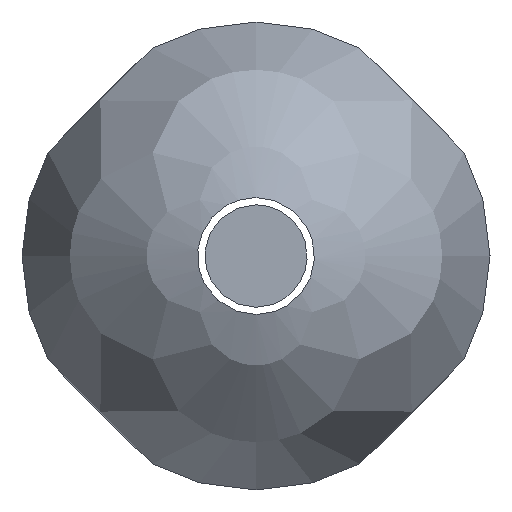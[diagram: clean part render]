
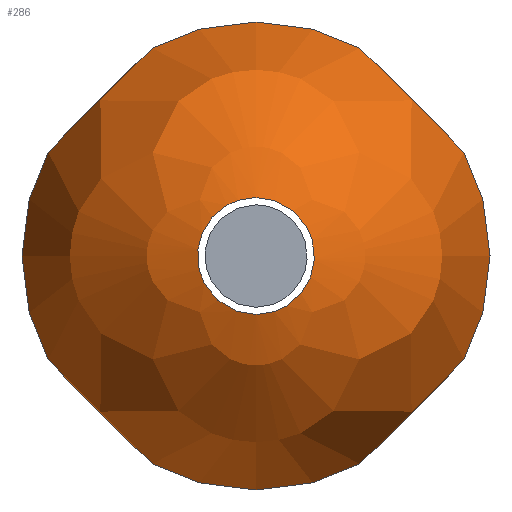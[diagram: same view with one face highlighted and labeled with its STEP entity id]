
A CAD part, left-side view. The second image highlights one B-rep face of the part: STEP entity #286.
In plain terms, the highlighted free-form (B-spline) face has degree [2, 2] with [6, 6] control points.
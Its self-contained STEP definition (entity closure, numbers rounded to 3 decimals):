
#66=CARTESIAN_POINT('',(1.549,0.397,0.047));
#67=VERTEX_POINT('',#66);
#68=CARTESIAN_POINT('',(1.549,0.0,-0.4));
#69=VERTEX_POINT('',#68);
#70=CARTESIAN_POINT('',(1.549,0.397,0.047));
#71=CARTESIAN_POINT('',(1.549,0.4,0.024));
#72=CARTESIAN_POINT('',(1.549,0.4,0.0));
#73=CARTESIAN_POINT('',(1.549,0.4,-0.4));
#74=CARTESIAN_POINT('',(1.549,0.0,-0.4));
#82=(BOUNDED_CURVE()B_SPLINE_CURVE(2,(#70,#71,#72,#73,#74),.UNSPECIFIED.,.F.,.U.)B_SPLINE_CURVE_WITH_KNOTS((3,2,3),(0.23,0.25,0.5),.UNSPECIFIED.)CURVE()GEOMETRIC_REPRESENTATION_ITEM()RATIONAL_B_SPLINE_CURVE((0.956,0.976,1.0,0.707,1.0))REPRESENTATION_ITEM(''));
#83=EDGE_CURVE('',#67,#69,#82,.T.);
#85=CARTESIAN_POINT('',(-1.549,0.397,0.047));
#86=VERTEX_POINT('',#85);
#92=CARTESIAN_POINT('',(-1.549,0.0,-0.4));
#93=VERTEX_POINT('',#92);
#94=CARTESIAN_POINT('',(-1.549,0.397,0.047));
#95=CARTESIAN_POINT('',(-1.549,0.4,0.024));
#96=CARTESIAN_POINT('',(-1.549,0.4,0.0));
#97=CARTESIAN_POINT('',(-1.549,0.4,-0.4));
#98=CARTESIAN_POINT('',(-1.549,0.0,-0.4));
#106=(BOUNDED_CURVE()B_SPLINE_CURVE(2,(#94,#95,#96,#97,#98),.UNSPECIFIED.,.F.,.U.)B_SPLINE_CURVE_WITH_KNOTS((3,2,3),(0.23,0.25,0.5),.UNSPECIFIED.)CURVE()GEOMETRIC_REPRESENTATION_ITEM()RATIONAL_B_SPLINE_CURVE((0.956,0.976,1.0,0.707,1.0))REPRESENTATION_ITEM(''));
#107=EDGE_CURVE('',#86,#93,#106,.T.);
#109=CARTESIAN_POINT('',(-1.549,-0.399,-0.024));
#110=VERTEX_POINT('',#109);
#111=CARTESIAN_POINT('',(-1.549,0.0,-0.4));
#112=CARTESIAN_POINT('',(-1.549,-0.376,-0.4));
#113=CARTESIAN_POINT('',(-1.549,-0.399,-0.024));
#121=(BOUNDED_CURVE()B_SPLINE_CURVE(2,(#111,#112,#113),.UNSPECIFIED.,.F.,.U.)B_SPLINE_CURVE_WITH_KNOTS((3,3),(0.5,0.739),.UNSPECIFIED.)CURVE()GEOMETRIC_REPRESENTATION_ITEM()RATIONAL_B_SPLINE_CURVE((1.0,0.72,0.976))REPRESENTATION_ITEM(''));
#122=EDGE_CURVE('',#93,#110,#121,.T.);
#124=CARTESIAN_POINT('',(1.549,-0.399,-0.024));
#125=VERTEX_POINT('',#124);
#131=CARTESIAN_POINT('',(1.549,0.0,-0.4));
#132=CARTESIAN_POINT('',(1.549,-0.376,-0.4));
#133=CARTESIAN_POINT('',(1.549,-0.399,-0.024));
#141=(BOUNDED_CURVE()B_SPLINE_CURVE(2,(#131,#132,#133),.UNSPECIFIED.,.F.,.U.)B_SPLINE_CURVE_WITH_KNOTS((3,3),(0.5,0.739),.UNSPECIFIED.)CURVE()GEOMETRIC_REPRESENTATION_ITEM()RATIONAL_B_SPLINE_CURVE((1.0,0.72,0.976))REPRESENTATION_ITEM(''));
#142=EDGE_CURVE('',#69,#125,#141,.T.);
#165=CARTESIAN_POINT('',(1.549,0.0,0.4));
#166=VERTEX_POINT('',#165);
#167=CARTESIAN_POINT('',(1.549,0.0,0.4));
#168=CARTESIAN_POINT('',(1.549,0.355,0.4));
#169=CARTESIAN_POINT('',(1.549,0.397,0.047));
#177=(BOUNDED_CURVE()B_SPLINE_CURVE(2,(#167,#168,#169),.UNSPECIFIED.,.F.,.U.)B_SPLINE_CURVE_WITH_KNOTS((3,3),(0.0,0.23),.UNSPECIFIED.)CURVE()GEOMETRIC_REPRESENTATION_ITEM()RATIONAL_B_SPLINE_CURVE((1.0,0.731,0.956))REPRESENTATION_ITEM(''));
#178=EDGE_CURVE('',#166,#67,#177,.T.);
#180=CARTESIAN_POINT('',(1.549,-0.399,-0.024));
#181=CARTESIAN_POINT('',(1.549,-0.4,-0.012));
#182=CARTESIAN_POINT('',(1.549,-0.4,0.0));
#183=CARTESIAN_POINT('',(1.549,-0.4,0.4));
#184=CARTESIAN_POINT('',(1.549,0.0,0.4));
#192=(BOUNDED_CURVE()B_SPLINE_CURVE(2,(#180,#181,#182,#183,#184),.UNSPECIFIED.,.F.,.U.)B_SPLINE_CURVE_WITH_KNOTS((3,2,3),(0.739,0.75,1.0),.UNSPECIFIED.)CURVE()GEOMETRIC_REPRESENTATION_ITEM()RATIONAL_B_SPLINE_CURVE((0.976,0.988,1.0,0.707,1.0))REPRESENTATION_ITEM(''));
#193=EDGE_CURVE('',#125,#166,#192,.T.);
#196=CARTESIAN_POINT('',(-1.549,0.0,0.4));
#197=VERTEX_POINT('',#196);
#198=CARTESIAN_POINT('',(-1.549,-0.399,-0.024));
#199=CARTESIAN_POINT('',(-1.549,-0.4,-0.012));
#200=CARTESIAN_POINT('',(-1.549,-0.4,0.0));
#201=CARTESIAN_POINT('',(-1.549,-0.4,0.4));
#202=CARTESIAN_POINT('',(-1.549,0.0,0.4));
#210=(BOUNDED_CURVE()B_SPLINE_CURVE(2,(#198,#199,#200,#201,#202),.UNSPECIFIED.,.F.,.U.)B_SPLINE_CURVE_WITH_KNOTS((3,2,3),(0.739,0.75,1.0),.UNSPECIFIED.)CURVE()GEOMETRIC_REPRESENTATION_ITEM()RATIONAL_B_SPLINE_CURVE((0.976,0.988,1.0,0.707,1.0))REPRESENTATION_ITEM(''));
#211=EDGE_CURVE('',#110,#197,#210,.T.);
#213=CARTESIAN_POINT('',(-1.549,0.0,0.4));
#214=CARTESIAN_POINT('',(-1.549,0.355,0.4));
#215=CARTESIAN_POINT('',(-1.549,0.397,0.047));
#223=(BOUNDED_CURVE()B_SPLINE_CURVE(2,(#213,#214,#215),.UNSPECIFIED.,.F.,.U.)B_SPLINE_CURVE_WITH_KNOTS((3,3),(0.0,0.23),.UNSPECIFIED.)CURVE()GEOMETRIC_REPRESENTATION_ITEM()RATIONAL_B_SPLINE_CURVE((1.0,0.731,0.956))REPRESENTATION_ITEM(''));
#224=EDGE_CURVE('',#197,#86,#223,.T.);
#230=CARTESIAN_POINT('',(-1.576,-0.197,-0.197));
#231=CARTESIAN_POINT('',(-1.568,-0.196,-0.262));
#232=CARTESIAN_POINT('',(-1.552,-0.098,-0.391));
#233=CARTESIAN_POINT('',(-1.552,0.098,-0.391));
#234=CARTESIAN_POINT('',(-1.568,0.196,-0.262));
#235=CARTESIAN_POINT('',(-1.576,0.197,-0.197));
#236=CARTESIAN_POINT('',(-1.568,-0.262,-0.196));
#237=CARTESIAN_POINT('',(-1.552,-0.293,-0.293));
#238=CARTESIAN_POINT('',(-1.505,-0.192,-0.577));
#239=CARTESIAN_POINT('',(-1.505,0.192,-0.577));
#240=CARTESIAN_POINT('',(-1.552,0.293,-0.293));
#241=CARTESIAN_POINT('',(-1.568,0.262,-0.196));
#242=CARTESIAN_POINT('',(-1.552,-0.391,-0.098));
#243=CARTESIAN_POINT('',(-1.505,-0.577,-0.192));
#244=CARTESIAN_POINT('',(1.6,-6.456,-6.456));
#245=CARTESIAN_POINT('',(1.6,6.456,-6.456));
#246=CARTESIAN_POINT('',(-1.505,0.577,-0.192));
#247=CARTESIAN_POINT('',(-1.552,0.391,-0.098));
#248=CARTESIAN_POINT('',(-1.552,-0.391,0.098));
#249=CARTESIAN_POINT('',(-1.505,-0.577,0.192));
#250=CARTESIAN_POINT('',(1.6,-6.456,6.456));
#251=CARTESIAN_POINT('',(1.6,6.456,6.456));
#252=CARTESIAN_POINT('',(-1.505,0.577,0.192));
#253=CARTESIAN_POINT('',(-1.552,0.391,0.098));
#254=CARTESIAN_POINT('',(-1.568,-0.262,0.196));
#255=CARTESIAN_POINT('',(-1.552,-0.293,0.293));
#256=CARTESIAN_POINT('',(-1.505,-0.192,0.577));
#257=CARTESIAN_POINT('',(-1.505,0.192,0.577));
#258=CARTESIAN_POINT('',(-1.552,0.293,0.293));
#259=CARTESIAN_POINT('',(-1.568,0.262,0.196));
#260=CARTESIAN_POINT('',(-1.576,-0.197,0.197));
#261=CARTESIAN_POINT('',(-1.568,-0.196,0.262));
#262=CARTESIAN_POINT('',(-1.552,-0.098,0.391));
#263=CARTESIAN_POINT('',(-1.552,0.098,0.391));
#264=CARTESIAN_POINT('',(-1.568,0.196,0.262));
#265=CARTESIAN_POINT('',(-1.576,0.197,0.197));
#273=(BOUNDED_SURFACE()B_SPLINE_SURFACE(2,2,((#230,#236,#242,#248,#254,#260),(#231,#237,#243,#249,#255,#261),(#232,#238,#244,#250,#256,#262),(#233,#239,#245,#251,#257,#263),(#234,#240,#246,#252,#258,#264),(#235,#241,#247,#253,#259,#265)),.UNSPECIFIED.,.F.,.F.,.U.)GEOMETRIC_REPRESENTATION_ITEM()QUASI_UNIFORM_SURFACE()RATIONAL_B_SPLINE_SURFACE(((131.266,98.7,66.133,66.133,98.7,131.266),(98.7,66.133,33.567,33.567,66.133,98.7),(66.133,33.567,1.0,1.0,33.567,66.133),(66.133,33.567,1.0,1.0,33.567,66.133),(98.7,66.133,33.567,33.567,66.133,98.7),(131.266,98.7,66.133,66.133,98.7,131.266)))REPRESENTATION_ITEM('')SURFACE());
#274=ORIENTED_EDGE('',*,*,#122,.F.);
#275=ORIENTED_EDGE('',*,*,#107,.F.);
#276=ORIENTED_EDGE('',*,*,#224,.F.);
#277=ORIENTED_EDGE('',*,*,#211,.F.);
#278=EDGE_LOOP('',(#274,#275,#276,#277));
#279=FACE_OUTER_BOUND('',#278,.T.);
#280=ORIENTED_EDGE('',*,*,#142,.T.);
#281=ORIENTED_EDGE('',*,*,#193,.T.);
#282=ORIENTED_EDGE('',*,*,#178,.T.);
#283=ORIENTED_EDGE('',*,*,#83,.T.);
#284=EDGE_LOOP('',(#280,#281,#282,#283));
#285=FACE_BOUND('',#284,.T.);
#286=ADVANCED_FACE('',(#279,#285),#273,.T.);
